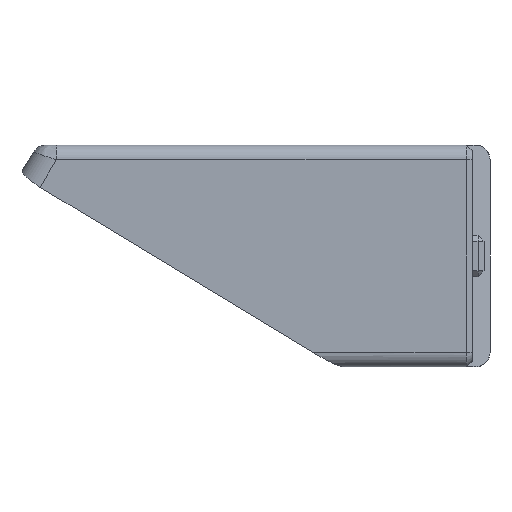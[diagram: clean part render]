
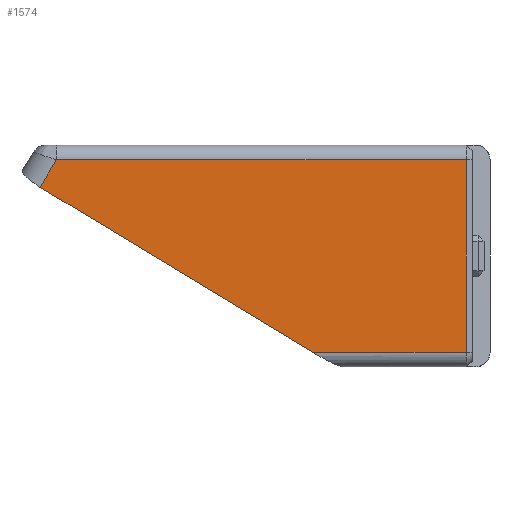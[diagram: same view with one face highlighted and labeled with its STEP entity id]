
A CAD part, front view. The second image highlights one B-rep face of the part: STEP entity #1574.
In plain terms, the highlighted planar face has unit normal (0, -1, 0).
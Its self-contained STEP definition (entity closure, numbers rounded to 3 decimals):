
#229=FACE_OUTER_BOUND('',#330,.T.);
#330=EDGE_LOOP('',(#1230,#1231,#1232,#1233,#1234));
#399=LINE('',#2254,#522);
#414=LINE('',#2290,#537);
#453=LINE('',#2923,#576);
#455=LINE('',#2960,#578);
#456=LINE('',#2961,#579);
#522=VECTOR('',#1819,10.);
#537=VECTOR('',#1848,10.);
#576=VECTOR('',#2005,10.);
#578=VECTOR('',#2019,10.);
#579=VECTOR('',#2020,10.);
#644=VERTEX_POINT('',#2246);
#646=VERTEX_POINT('',#2252);
#660=VERTEX_POINT('',#2289);
#728=VERTEX_POINT('',#2921);
#732=VERTEX_POINT('',#2959);
#790=EDGE_CURVE('',#646,#644,#399,.T.);
#808=EDGE_CURVE('',#644,#660,#414,.T.);
#908=EDGE_CURVE('',#728,#646,#453,.T.);
#914=EDGE_CURVE('',#732,#728,#455,.T.);
#915=EDGE_CURVE('',#732,#660,#456,.T.);
#1230=ORIENTED_EDGE('',*,*,#790,.F.);
#1231=ORIENTED_EDGE('',*,*,#908,.F.);
#1232=ORIENTED_EDGE('',*,*,#914,.F.);
#1233=ORIENTED_EDGE('',*,*,#915,.T.);
#1234=ORIENTED_EDGE('',*,*,#808,.F.);
#1501=PLANE('',#1723);
#1574=ADVANCED_FACE('',(#229),#1501,.T.);
#1723=AXIS2_PLACEMENT_3D('',#2958,#2017,#2018);
#1819=DIRECTION('',(0.,0.,-1.));
#1848=DIRECTION('',(-1.,0.,0.));
#2005=DIRECTION('',(1.,0.,0.));
#2017=DIRECTION('center_axis',(0.,-1.,0.));
#2018=DIRECTION('ref_axis',(0.,0.,-1.));
#2019=DIRECTION('',(0.518,0.,0.855));
#2020=DIRECTION('',(0.855,0.,-0.518));
#2246=CARTESIAN_POINT('',(-0.4,-31.5,1.));
#2252=CARTESIAN_POINT('',(-0.4,-31.5,14.));
#2254=CARTESIAN_POINT('',(-0.4,-31.5,3.75));
#2289=CARTESIAN_POINT('',(-10.812,-31.5,1.));
#2290=CARTESIAN_POINT('',(-30.,-31.5,1.));
#2921=CARTESIAN_POINT('',(-28.112,-31.5,14.));
#2923=CARTESIAN_POINT('',(-10.,-31.5,14.));
#2958=CARTESIAN_POINT('Origin',(-20.,-31.5,7.5));
#2959=CARTESIAN_POINT('',(-29.228,-31.5,12.157));
#2960=CARTESIAN_POINT('',(-28.814,-31.5,12.84));
#2961=CARTESIAN_POINT('',(-14.729,-31.5,3.373));
